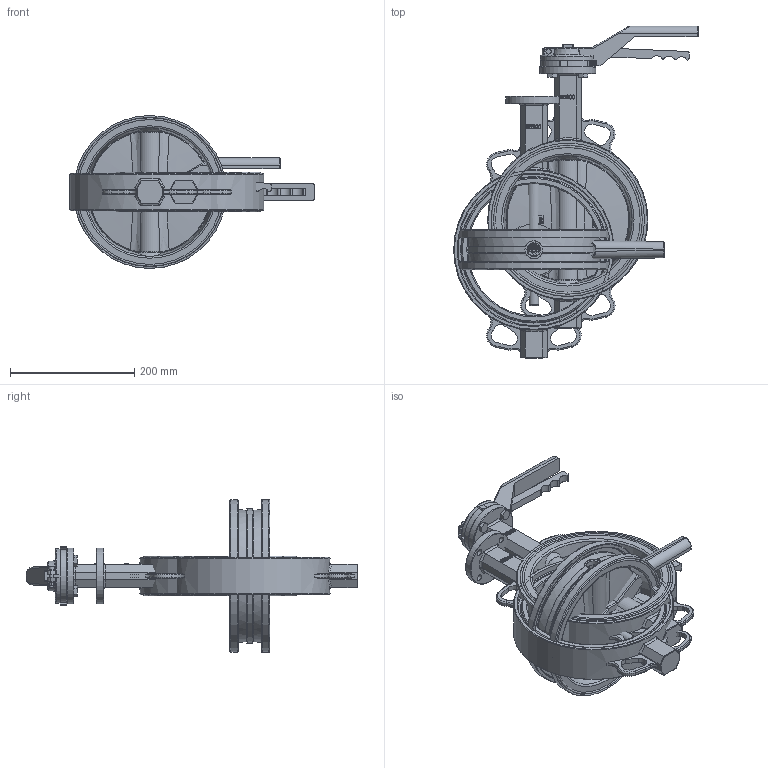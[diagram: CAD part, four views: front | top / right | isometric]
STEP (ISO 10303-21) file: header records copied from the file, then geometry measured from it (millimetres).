
FILE_DESCRIPTION( ( 'Unknown' ), '1' );
FILE_NAME( 'WAFER_DN200.stp', 'Unknown', ( 'Unknown' ), ( 'Unknown' ), 'PSStep 13.0', 'Unknown', ' ' );
FILE_SCHEMA( ( 'AUTOMOTIVE_DESIGN { 1 0 10303 214 1 1 1 1 }' ) );
Length unit declared in the file: millimetre
Products named in the file (14): Assem1; Handhebel 040-150; WAFER-DN200; bushing1; shaft2; shaft1; disc; seat; DN200概极; DIN912M5x30; DIN934_M5; ISO-Flansch; M8x20
Bounding box: 393.63 x 534.12 x 246 mm (x, y, z)
Volume: 6729546.7 mm3; surface area: 1611380.6 mm2
Topology: 37 solids, 37 shells, 2739 faces, 7240 edges, 4697 vertices
Faces by surface type: plane 1126, cylinder 708, extrusion 396, torus 273, bspline 174, cone 62
Full cylindrical faces by diameter (mm): 4.134 x3, 4.917 x12, 5 x3, 6 x6, 6.647 x12, 6.8 x3, 7 x12, 8 x5, 8.5 x3, 9 x12, 10 x12, 14.5 x3, 15.4 x3, 19 x3, 22.1 x15, 22.28 x3, 22.3 x3, 22.4 x5, 28.58 x6, 28.65 x11, 34 x6, 36.2 x3, 58.5 x3, 90 x3, 213 x12, 232.8 x12, 246 x6, 246.8 x6, 258 x3
Entity records: 45245 total; most frequent: CARTESIAN_POINT 16622, ORIENTED_EDGE 4498, DIRECTION 3998, EDGE_CURVE 2249, VERTEX_POINT 1513, AXIS2_PLACEMENT_3D 1400, VECTOR 1198, EDGE_LOOP 1116
